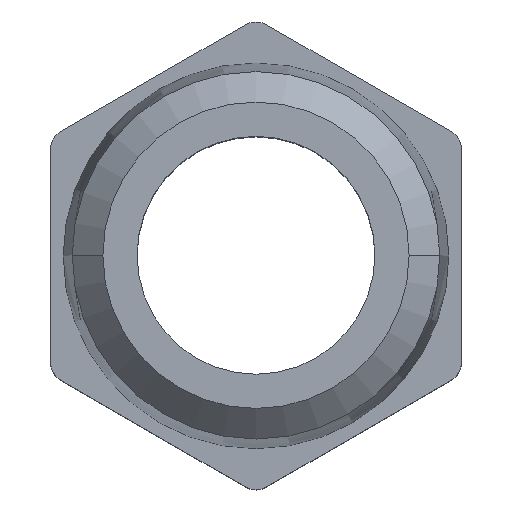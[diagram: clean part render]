
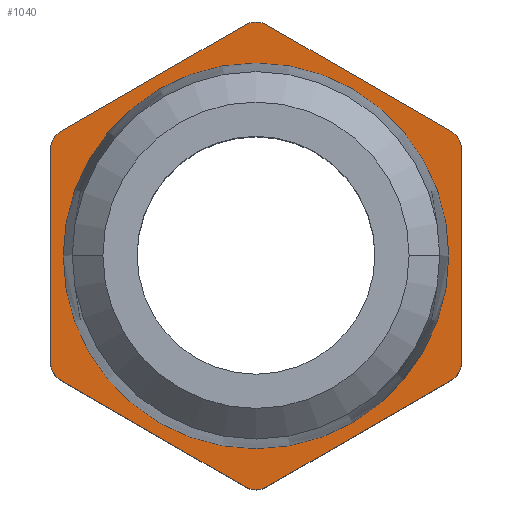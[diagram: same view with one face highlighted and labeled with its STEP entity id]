
A CAD part, top view. The second image highlights one B-rep face of the part: STEP entity #1040.
In plain terms, the highlighted planar face has unit normal (0, 0, 1).
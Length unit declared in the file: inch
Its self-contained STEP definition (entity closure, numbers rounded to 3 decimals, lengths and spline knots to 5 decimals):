
#9 = CARTESIAN_POINT ( 'NONE',  ( 0.27, 0.17321, 0.11 ) ) ;
#43 = VERTEX_POINT ( 'NONE', #1070 ) ;
#44 = VERTEX_POINT ( 'NONE', #892 ) ;
#47 = VECTOR ( 'NONE', #201, 39.37008 ) ;
#49 = EDGE_CURVE ( 'NONE', #1027, #143, #301, .T. ) ;
#63 = DIRECTION ( 'NONE',  ( -0.866, -0.5, 0. ) ) ;
#67 = ORIENTED_EDGE ( 'NONE', *, *, #348, .T. ) ;
#70 = EDGE_CURVE ( 'NONE', #143, #303, #961, .T. ) ;
#73 = CIRCLE ( 'NONE', #90, 0.03 ) ;
#86 = ORIENTED_EDGE ( 'NONE', *, *, #862, .T. ) ;
#89 = EDGE_CURVE ( 'NONE', #125, #766, #460, .T. ) ;
#90 = AXIS2_PLACEMENT_3D ( 'NONE', #431, #1063, #522 ) ;
#111 = CARTESIAN_POINT ( 'NONE',  ( 0.015, 0.32043, 0.11 ) ) ;
#125 = VERTEX_POINT ( 'NONE', #814 ) ;
#143 = VERTEX_POINT ( 'NONE', #9 ) ;
#166 = FACE_BOUND ( 'NONE', #578, .T. ) ;
#172 = CARTESIAN_POINT ( 'NONE',  ( 0.255, 0.14722, 0.11 ) ) ;
#178 = VERTEX_POINT ( 'NONE', #644 ) ;
#191 = ORIENTED_EDGE ( 'NONE', *, *, #316, .T. ) ;
#192 = CARTESIAN_POINT ( 'NONE',  ( 0., 0., 0.11 ) ) ;
#197 = AXIS2_PLACEMENT_3D ( 'NONE', #970, #433, #1064 ) ;
#198 = CARTESIAN_POINT ( 'NONE',  ( -0.27, 0.17321, 0.11 ) ) ;
#201 = DIRECTION ( 'NONE',  ( 0.866, -0.5, 0. ) ) ;
#209 = DIRECTION ( 'NONE',  ( 0., 0., 1. ) ) ;
#213 = VECTOR ( 'NONE', #903, 39.37008 ) ;
#235 = ORIENTED_EDGE ( 'NONE', *, *, #331, .T. ) ;
#252 = DIRECTION ( 'NONE',  ( 0., 0., 1. ) ) ;
#263 = DIRECTION ( 'NONE',  ( 1., 0., 0. ) ) ;
#275 = CARTESIAN_POINT ( 'NONE',  ( -0.285, -0.14722, 0.11 ) ) ;
#285 = DIRECTION ( 'NONE',  ( 1., 0., 0. ) ) ;
#286 = CIRCLE ( 'NONE', #661, 0.03 ) ;
#292 = CARTESIAN_POINT ( 'NONE',  ( 0.2675, 0., 0.11 ) ) ;
#299 = AXIS2_PLACEMENT_3D ( 'NONE', #192, #829, #285 ) ;
#300 = DIRECTION ( 'NONE',  ( 0.866, 0.5, 0. ) ) ;
#301 = CIRCLE ( 'NONE', #1016, 0.03 ) ;
#302 = CARTESIAN_POINT ( 'NONE',  ( 0.285, -0.16454, 0.11 ) ) ;
#303 = VERTEX_POINT ( 'NONE', #111 ) ;
#305 = ORIENTED_EDGE ( 'NONE', *, *, #49, .T. ) ;
#306 = CIRCLE ( 'NONE', #197, 0.03 ) ;
#316 = EDGE_CURVE ( 'NONE', #416, #44, #1132, .T. ) ;
#330 = CARTESIAN_POINT ( 'NONE',  ( 0., 0.32909, 0.11 ) ) ;
#331 = EDGE_CURVE ( 'NONE', #875, #125, #381, .T. ) ;
#338 = ORIENTED_EDGE ( 'NONE', *, *, #70, .T. ) ;
#344 = CARTESIAN_POINT ( 'NONE',  ( 0.285, 0.14722, 0.11 ) ) ;
#345 = CARTESIAN_POINT ( 'NONE',  ( 0., 0., 0.11 ) ) ;
#348 = EDGE_CURVE ( 'NONE', #43, #1027, #858, .T. ) ;
#351 = CARTESIAN_POINT ( 'NONE',  ( 0., 0., 0.11 ) ) ;
#352 = ORIENTED_EDGE ( 'NONE', *, *, #818, .F. ) ;
#381 = CIRCLE ( 'NONE', #1120, 0.03 ) ;
#397 = AXIS2_PLACEMENT_3D ( 'NONE', #351, #977, #441 ) ;
#406 = VECTOR ( 'NONE', #300, 39.37008 ) ;
#416 = VERTEX_POINT ( 'NONE', #1033 ) ;
#431 = CARTESIAN_POINT ( 'NONE',  ( -0.255, -0.14722, 0.11 ) ) ;
#433 = DIRECTION ( 'NONE',  ( 0., 0., 1. ) ) ;
#441 = DIRECTION ( 'NONE',  ( 1., 0., 0. ) ) ;
#448 = CARTESIAN_POINT ( 'NONE',  ( 0.285, 0.16454, 0.11 ) ) ;
#459 = AXIS2_PLACEMENT_3D ( 'NONE', #345, #1159, #619 ) ;
#460 = LINE ( 'NONE', #809, #213 ) ;
#469 = ORIENTED_EDGE ( 'NONE', *, *, #654, .T. ) ;
#477 = CARTESIAN_POINT ( 'NONE',  ( 0., 0.29445, 0.11 ) ) ;
#503 = AXIS2_PLACEMENT_3D ( 'NONE', #792, #252, #887 ) ;
#522 = DIRECTION ( 'NONE',  ( 1., 0., 0. ) ) ;
#543 = VERTEX_POINT ( 'NONE', #1144 ) ;
#544 = CIRCLE ( 'NONE', #503, 0.03 ) ;
#569 = DIRECTION ( 'NONE',  ( 1., 0., 0. ) ) ;
#578 = EDGE_LOOP ( 'NONE', ( #991, #352 ) ) ;
#580 = EDGE_CURVE ( 'NONE', #717, #875, #846, .T. ) ;
#586 = CIRCLE ( 'NONE', #299, 0.2675 ) ;
#604 = VECTOR ( 'NONE', #63, 39.37008 ) ;
#608 = EDGE_LOOP ( 'NONE', ( #86, #1115, #191, #469, #67, #305, #338, #902, #1141, #235, #1018, #748 ) ) ;
#619 = DIRECTION ( 'NONE',  ( 1., 0., 0. ) ) ;
#620 = EDGE_CURVE ( 'NONE', #178, #416, #306, .T. ) ;
#644 = CARTESIAN_POINT ( 'NONE',  ( -0.015, -0.32043, 0.11 ) ) ;
#654 = EDGE_CURVE ( 'NONE', #44, #43, #544, .T. ) ;
#661 = AXIS2_PLACEMENT_3D ( 'NONE', #477, #1112, #569 ) ;
#717 = VERTEX_POINT ( 'NONE', #900 ) ;
#739 = CARTESIAN_POINT ( 'NONE',  ( -0.285, -0.16454, 0.11 ) ) ;
#746 = CARTESIAN_POINT ( 'NONE',  ( -0.255, 0.14722, 0.11 ) ) ;
#748 = ORIENTED_EDGE ( 'NONE', *, *, #1023, .T. ) ;
#766 = VERTEX_POINT ( 'NONE', #275 ) ;
#790 = PLANE ( 'NONE',  #459 ) ;
#792 = CARTESIAN_POINT ( 'NONE',  ( 0.255, -0.14722, 0.11 ) ) ;
#803 = DIRECTION ( 'NONE',  ( 0., 0., 1. ) ) ;
#809 = CARTESIAN_POINT ( 'NONE',  ( -0.285, 0.16454, 0.11 ) ) ;
#814 = CARTESIAN_POINT ( 'NONE',  ( -0.285, 0.14722, 0.11 ) ) ;
#816 = CARTESIAN_POINT ( 'NONE',  ( -0.2675, 0., 0.11 ) ) ;
#818 = EDGE_CURVE ( 'NONE', #1152, #914, #586, .T. ) ;
#829 = DIRECTION ( 'NONE',  ( 0., 0., 1. ) ) ;
#840 = CARTESIAN_POINT ( 'NONE',  ( 0., -0.32909, 0.11 ) ) ;
#844 = DIRECTION ( 'NONE',  ( 1., 0., 0. ) ) ;
#846 = LINE ( 'NONE', #330, #604 ) ;
#858 = LINE ( 'NONE', #302, #1067 ) ;
#862 = EDGE_CURVE ( 'NONE', #543, #178, #878, .T. ) ;
#875 = VERTEX_POINT ( 'NONE', #198 ) ;
#877 = EDGE_CURVE ( 'NONE', #303, #717, #286, .T. ) ;
#878 = LINE ( 'NONE', #739, #47 ) ;
#887 = DIRECTION ( 'NONE',  ( 1., 0., 0. ) ) ;
#892 = CARTESIAN_POINT ( 'NONE',  ( 0.27, -0.17321, 0.11 ) ) ;
#900 = CARTESIAN_POINT ( 'NONE',  ( -0.015, 0.32043, 0.11 ) ) ;
#902 = ORIENTED_EDGE ( 'NONE', *, *, #877, .T. ) ;
#903 = DIRECTION ( 'NONE',  ( 0., -1., 0. ) ) ;
#914 = VERTEX_POINT ( 'NONE', #292 ) ;
#932 = DIRECTION ( 'NONE',  ( 0., 1., 0. ) ) ;
#935 = VECTOR ( 'NONE', #986, 39.37008 ) ;
#961 = LINE ( 'NONE', #448, #935 ) ;
#970 = CARTESIAN_POINT ( 'NONE',  ( 0., -0.29445, 0.11 ) ) ;
#977 = DIRECTION ( 'NONE',  ( 0., 0., 1. ) ) ;
#986 = DIRECTION ( 'NONE',  ( -0.866, 0.5, 0. ) ) ;
#991 = ORIENTED_EDGE ( 'NONE', *, *, #1043, .F. ) ;
#1016 = AXIS2_PLACEMENT_3D ( 'NONE', #172, #803, #263 ) ;
#1018 = ORIENTED_EDGE ( 'NONE', *, *, #89, .T. ) ;
#1023 = EDGE_CURVE ( 'NONE', #766, #543, #73, .T. ) ;
#1027 = VERTEX_POINT ( 'NONE', #344 ) ;
#1033 = CARTESIAN_POINT ( 'NONE',  ( 0.015, -0.32043, 0.11 ) ) ;
#1040 = ADVANCED_FACE ( 'NONE', ( #166, #1109 ), #790, .T. ) ;
#1043 = EDGE_CURVE ( 'NONE', #914, #1152, #1074, .T. ) ;
#1063 = DIRECTION ( 'NONE',  ( 0., 0., 1. ) ) ;
#1064 = DIRECTION ( 'NONE',  ( 1., 0., 0. ) ) ;
#1067 = VECTOR ( 'NONE', #932, 39.37008 ) ;
#1070 = CARTESIAN_POINT ( 'NONE',  ( 0.285, -0.14722, 0.11 ) ) ;
#1074 = CIRCLE ( 'NONE', #397, 0.2675 ) ;
#1109 = FACE_OUTER_BOUND ( 'NONE', #608, .T. ) ;
#1112 = DIRECTION ( 'NONE',  ( 0., 0., 1. ) ) ;
#1115 = ORIENTED_EDGE ( 'NONE', *, *, #620, .T. ) ;
#1120 = AXIS2_PLACEMENT_3D ( 'NONE', #746, #209, #844 ) ;
#1132 = LINE ( 'NONE', #840, #406 ) ;
#1141 = ORIENTED_EDGE ( 'NONE', *, *, #580, .T. ) ;
#1144 = CARTESIAN_POINT ( 'NONE',  ( -0.27, -0.17321, 0.11 ) ) ;
#1152 = VERTEX_POINT ( 'NONE', #816 ) ;
#1159 = DIRECTION ( 'NONE',  ( 0., 0., 1. ) ) ;
